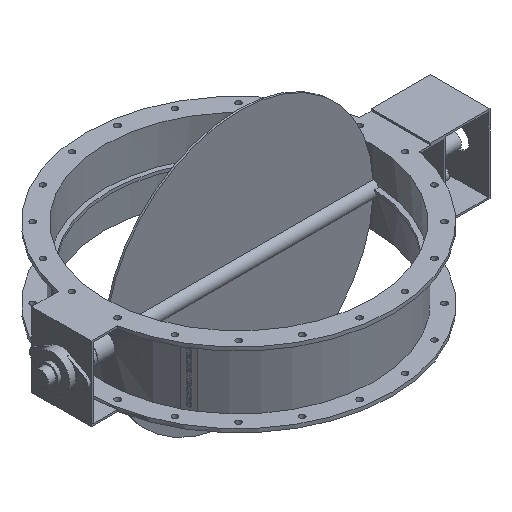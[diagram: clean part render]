
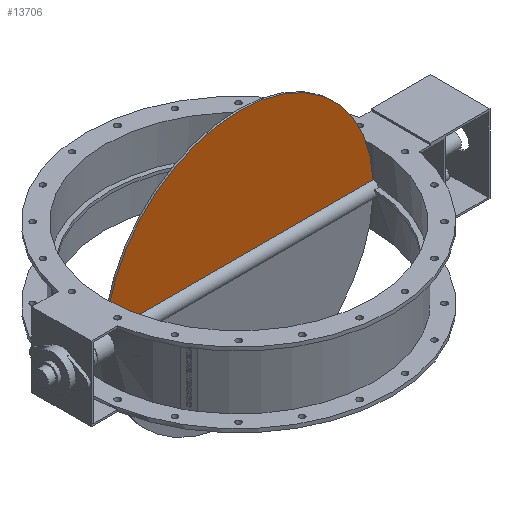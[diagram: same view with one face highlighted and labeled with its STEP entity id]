
A CAD part, isometric view. The second image highlights one B-rep face of the part: STEP entity #13706.
In plain terms, the highlighted planar face has unit normal (0, -1, 0).
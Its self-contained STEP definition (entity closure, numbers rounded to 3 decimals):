
#148=CIRCLE('',#14310,450.);
#833=PLANE('',#14309);
#1450=FACE_OUTER_BOUND('',#2251,.T.);
#2251=EDGE_LOOP('',(#11697,#11698));
#3604=LINE('',#23432,#4953);
#4953=VECTOR('',#16624,10.);
#6550=VERTEX_POINT('',#23430);
#6551=VERTEX_POINT('',#23431);
#8311=EDGE_CURVE('',#6550,#6551,#3604,.T.);
#8312=EDGE_CURVE('',#6550,#6551,#148,.T.);
#11697=ORIENTED_EDGE('',*,*,#8311,.F.);
#11698=ORIENTED_EDGE('',*,*,#8312,.T.);
#13706=ADVANCED_FACE('',(#1450),#833,.T.);
#14309=AXIS2_PLACEMENT_3D('',#23429,#16622,#16623);
#14310=AXIS2_PLACEMENT_3D('',#23433,#16625,#16626);
#16622=DIRECTION('center_axis',(0.,-1.,0.));
#16623=DIRECTION('ref_axis',(0.,0.,-1.));
#16624=DIRECTION('',(-1.,0.,0.));
#16625=DIRECTION('center_axis',(0.,-1.,0.));
#16626=DIRECTION('ref_axis',(1.,0.,0.));
#23429=CARTESIAN_POINT('Origin',(0.,-3.,0.));
#23430=CARTESIAN_POINT('',(449.315,-3.,24.819));
#23431=CARTESIAN_POINT('',(-449.315,-3.,24.819));
#23432=CARTESIAN_POINT('',(662.,-3.,24.819));
#23433=CARTESIAN_POINT('Origin',(0.,-3.,0.));
